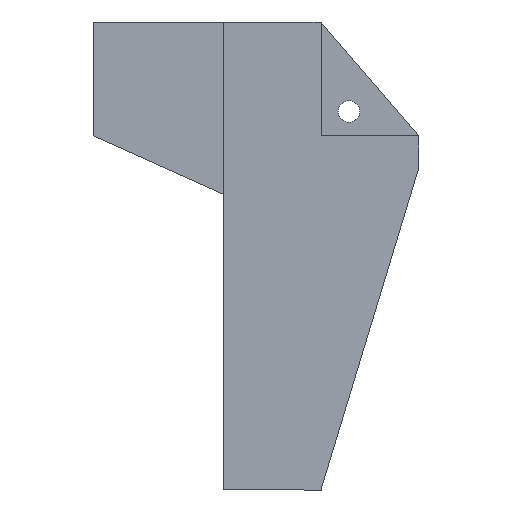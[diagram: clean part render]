
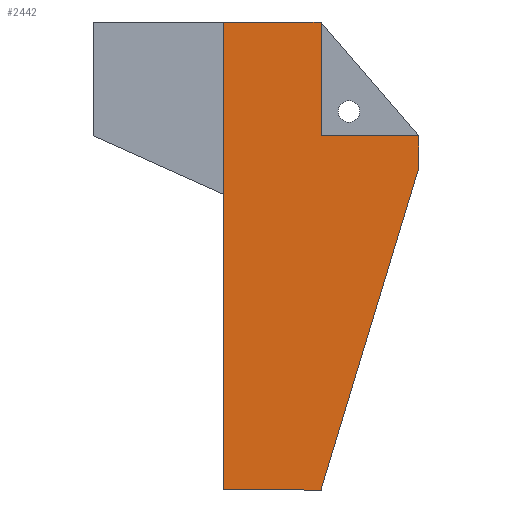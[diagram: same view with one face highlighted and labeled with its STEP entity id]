
A CAD part, left-side view. The second image highlights one B-rep face of the part: STEP entity #2442.
In plain terms, the highlighted planar face has unit normal (-1, 0, 0).
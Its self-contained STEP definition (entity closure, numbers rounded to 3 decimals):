
#78 = LINE ( 'NONE', #1754, #502 ) ;
#119 = VERTEX_POINT ( 'NONE', #693 ) ;
#121 = EDGE_CURVE ( 'NONE', #2022, #948, #1621, .T. ) ;
#219 = DIRECTION ( 'NONE',  ( 0., -0.29, 0.957 ) ) ;
#228 = LINE ( 'NONE', #2996, #3023 ) ;
#231 = DIRECTION ( 'NONE',  ( 0., 0., -1. ) ) ;
#235 = CARTESIAN_POINT ( 'NONE',  ( 68.483, 0., -154.45 ) ) ;
#313 = CARTESIAN_POINT ( 'NONE',  ( 68.483, -15., -154.45 ) ) ;
#376 = EDGE_CURVE ( 'NONE', #443, #119, #494, .T. ) ;
#401 = ORIENTED_EDGE ( 'NONE', *, *, #2745, .T. ) ;
#443 = VERTEX_POINT ( 'NONE', #2717 ) ;
#466 = LINE ( 'NONE', #2790, #2924 ) ;
#494 = LINE ( 'NONE', #1424, #2387 ) ;
#502 = VECTOR ( 'NONE', #1538, 1000. ) ;
#557 = PLANE ( 'NONE',  #2398 ) ;
#608 = VERTEX_POINT ( 'NONE', #1651 ) ;
#693 = CARTESIAN_POINT ( 'NONE',  ( 68.483, -30., -105. ) ) ;
#699 = ORIENTED_EDGE ( 'NONE', *, *, #376, .T. ) ;
#775 = EDGE_LOOP ( 'NONE', ( #401, #838, #699, #1494, #887, #1544, #1885 ) ) ;
#838 = ORIENTED_EDGE ( 'NONE', *, *, #2905, .T. ) ;
#887 = ORIENTED_EDGE ( 'NONE', *, *, #1467, .T. ) ;
#948 = VERTEX_POINT ( 'NONE', #2157 ) ;
#976 = FACE_OUTER_BOUND ( 'NONE', #775, .T. ) ;
#994 = VECTOR ( 'NONE', #231, 1000. ) ;
#1106 = CARTESIAN_POINT ( 'NONE',  ( 68.483, -15., -82.5 ) ) ;
#1311 = VERTEX_POINT ( 'NONE', #2644 ) ;
#1335 = EDGE_CURVE ( 'NONE', #119, #1311, #78, .T. ) ;
#1396 = CARTESIAN_POINT ( 'NONE',  ( 68.483, -15., -82.5 ) ) ;
#1410 = LINE ( 'NONE', #2321, #994 ) ;
#1424 = CARTESIAN_POINT ( 'NONE',  ( 68.483, -30., -105. ) ) ;
#1461 = CARTESIAN_POINT ( 'NONE',  ( 68.483, 0., 0. ) ) ;
#1467 = EDGE_CURVE ( 'NONE', #1311, #948, #466, .T. ) ;
#1474 = DIRECTION ( 'NONE',  ( 1., 0., 0. ) ) ;
#1494 = ORIENTED_EDGE ( 'NONE', *, *, #1335, .T. ) ;
#1538 = DIRECTION ( 'NONE',  ( 0., 0., 1. ) ) ;
#1544 = ORIENTED_EDGE ( 'NONE', *, *, #121, .F. ) ;
#1546 = EDGE_CURVE ( 'NONE', #608, #2022, #228, .T. ) ;
#1587 = VERTEX_POINT ( 'NONE', #235 ) ;
#1621 = LINE ( 'NONE', #1396, #2884 ) ;
#1651 = CARTESIAN_POINT ( 'NONE',  ( 68.483, 0., -82.5 ) ) ;
#1754 = CARTESIAN_POINT ( 'NONE',  ( 68.483, -30., -100. ) ) ;
#1872 = DIRECTION ( 'NONE',  ( 0., -1., 0. ) ) ;
#1885 = ORIENTED_EDGE ( 'NONE', *, *, #1546, .F. ) ;
#2022 = VERTEX_POINT ( 'NONE', #1106 ) ;
#2109 = DIRECTION ( 'NONE',  ( 0., 1., 0. ) ) ;
#2157 = CARTESIAN_POINT ( 'NONE',  ( 68.483, -15., -100. ) ) ;
#2309 = DIRECTION ( 'NONE',  ( 0., 0., -1. ) ) ;
#2321 = CARTESIAN_POINT ( 'NONE',  ( 68.483, 0., -154.45 ) ) ;
#2379 = DIRECTION ( 'NONE',  ( 0., 0., -1. ) ) ;
#2387 = VECTOR ( 'NONE', #219, 1000. ) ;
#2398 = AXIS2_PLACEMENT_3D ( 'NONE', #1461, #1474, #2379 ) ;
#2402 = LINE ( 'NONE', #313, #2846 ) ;
#2442 = ADVANCED_FACE ( 'NONE', ( #976 ), #557, .F. ) ;
#2644 = CARTESIAN_POINT ( 'NONE',  ( 68.483, -30., -100. ) ) ;
#2717 = CARTESIAN_POINT ( 'NONE',  ( 68.483, -15., -154.45 ) ) ;
#2745 = EDGE_CURVE ( 'NONE', #608, #1587, #1410, .T. ) ;
#2790 = CARTESIAN_POINT ( 'NONE',  ( 68.483, 0., -100. ) ) ;
#2846 = VECTOR ( 'NONE', #1872, 1000. ) ;
#2884 = VECTOR ( 'NONE', #2309, 1000. ) ;
#2905 = EDGE_CURVE ( 'NONE', #1587, #443, #2402, .T. ) ;
#2924 = VECTOR ( 'NONE', #2109, 1000. ) ;
#2996 = CARTESIAN_POINT ( 'NONE',  ( 68.483, -15., -82.5 ) ) ;
#3022 = DIRECTION ( 'NONE',  ( 0., -1., 0. ) ) ;
#3023 = VECTOR ( 'NONE', #3022, 1000. ) ;
